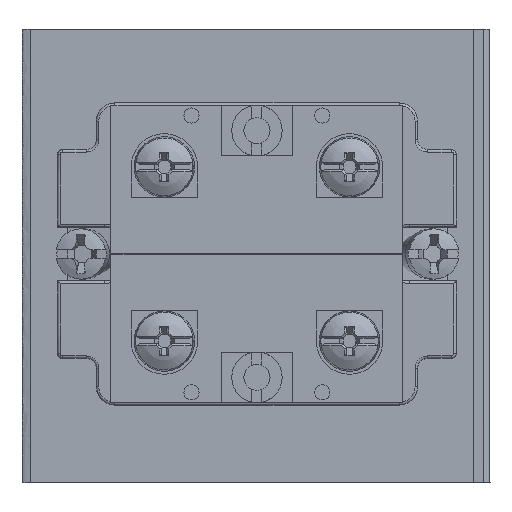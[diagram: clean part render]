
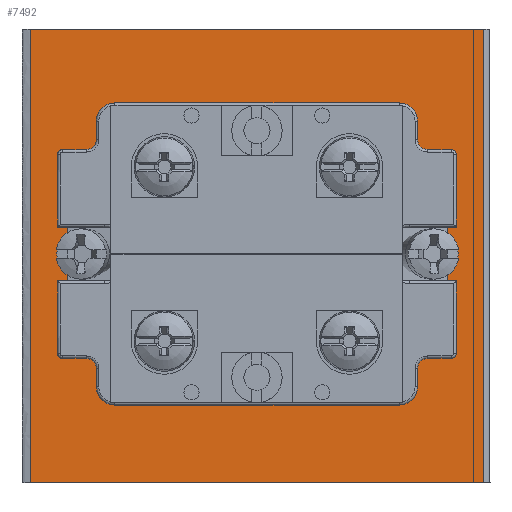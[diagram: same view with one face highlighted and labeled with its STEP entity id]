
A CAD part, left-side view. The second image highlights one B-rep face of the part: STEP entity #7492.
In plain terms, the highlighted planar face has unit normal (-1, 0, 0).
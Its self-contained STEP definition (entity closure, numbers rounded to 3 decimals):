
#462=PLANE('',#8296);
#1090=LINE('',#12965,#1722);
#1094=LINE('',#12989,#1726);
#1095=LINE('',#12996,#1727);
#1096=LINE('',#12997,#1728);
#1722=VECTOR('',#10516,45.);
#1726=VECTOR('',#10522,45.);
#1727=VECTOR('',#10525,45.);
#1728=VECTOR('',#10526,45.);
#1985=FACE_BOUND('',#2951,.T.);
#2411=FACE_OUTER_BOUND('',#2950,.T.);
#2950=EDGE_LOOP('',(#6996,#6997,#6998,#6999));
#2951=EDGE_LOOP('',(#7000));
#3267=CIRCLE('',#8293,11.25);
#3954=VERTEX_POINT('',#12936);
#3956=VERTEX_POINT('',#12950);
#3959=VERTEX_POINT('',#12959);
#3962=VERTEX_POINT('',#12982);
#3963=VERTEX_POINT('',#12988);
#4965=EDGE_CURVE('',#3954,#3954,#3267,.T.);
#4970=EDGE_CURVE('',#3959,#3956,#1090,.T.);
#4975=EDGE_CURVE('',#3963,#3962,#1094,.T.);
#4977=EDGE_CURVE('',#3962,#3956,#1095,.T.);
#4978=EDGE_CURVE('',#3959,#3963,#1096,.T.);
#6996=ORIENTED_EDGE('',*,*,#4977,.T.);
#6997=ORIENTED_EDGE('',*,*,#4970,.F.);
#6998=ORIENTED_EDGE('',*,*,#4978,.T.);
#6999=ORIENTED_EDGE('',*,*,#4975,.T.);
#7000=ORIENTED_EDGE('',*,*,#4965,.T.);
#7492=ADVANCED_FACE('',(#2411,#1985),#462,.T.);
#8293=AXIS2_PLACEMENT_3D('',#12937,#10511,#10512);
#8296=AXIS2_PLACEMENT_3D('',#12995,#10523,#10524);
#10511=DIRECTION('center_axis',(1.,0.,0.));
#10512=DIRECTION('ref_axis',(0.,0.,1.));
#10516=DIRECTION('',(0.,0.,1.));
#10522=DIRECTION('',(0.,0.,1.));
#10523=DIRECTION('center_axis',(-1.,0.,0.));
#10524=DIRECTION('ref_axis',(0.,0.,1.));
#10525=DIRECTION('',(0.,1.,0.));
#10526=DIRECTION('',(0.,-1.,0.));
#12936=CARTESIAN_POINT('',(-15.704,-5.225,11.25));
#12937=CARTESIAN_POINT('Origin',(-15.704,-5.225,22.5));
#12950=CARTESIAN_POINT('',(-15.704,17.275,45.));
#12959=CARTESIAN_POINT('',(-15.704,17.275,0.));
#12965=CARTESIAN_POINT('',(-15.704,17.275,0.));
#12982=CARTESIAN_POINT('',(-15.704,-27.725,45.));
#12988=CARTESIAN_POINT('',(-15.704,-27.725,0.));
#12989=CARTESIAN_POINT('',(-15.704,-27.725,0.));
#12995=CARTESIAN_POINT('Origin',(-15.704,-27.725,0.));
#12996=CARTESIAN_POINT('',(-15.704,-27.725,45.));
#12997=CARTESIAN_POINT('',(-15.704,17.275,0.));
